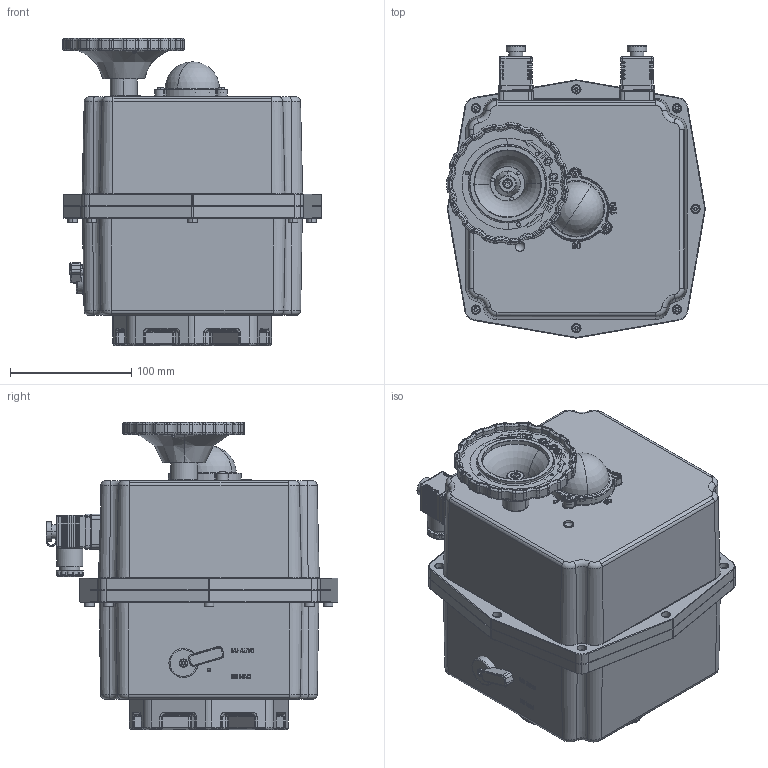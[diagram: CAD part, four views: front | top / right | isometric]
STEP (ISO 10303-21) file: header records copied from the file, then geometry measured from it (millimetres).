
FILE_DESCRIPTION(('HOOPS Exchange Step'),'2;1');
FILE_NAME('AN01_S140-300.stp','2025-05-12T11:50:48+02:00',('nieru'),('Unknown organisation'),'HOOPS Exchange 2024.2','HOOPS Exchange','Unknown authorisation');
FILE_SCHEMA( ('AP203_CONFIGURATION_CONTROLLED_3D_DESIGN_OF_MECHANICAL_PARTS_AND_ASSEMBLIES_MIM_LF') );
Length unit declared in the file: millimetre
Products named in the file (2): 0; root
Assembly tree (1 placements, depth 2):
  root
    0
Bounding box: 213.48 x 240.84 x 253.42 mm (x, y, z)
Volume: 5938059.8 mm3; surface area: 462572.6 mm2
Topology: 81 solids, 81 shells, 4650 faces, 11531 edges, 7058 vertices
Faces by surface type: cylinder 1633, plane 1137, torus 903, bspline 665, cone 233, sphere 79
Full cylindrical faces by diameter (mm): 6.76 x1, 11 x2, 16.5 x2, 38.651 x2, 41.402 x1, 44.979 x1, 45.651 x1, 50.729 x1
Entity records: 214579 total; most frequent: CARTESIAN_POINT 113060, ORIENTED_EDGE 22880, DIRECTION 18747, EDGE_CURVE 11440, AXIS2_PLACEMENT_3D 7621, VERTEX_POINT 7058, EDGE_LOOP 4880, FACE_BOUND 4880
